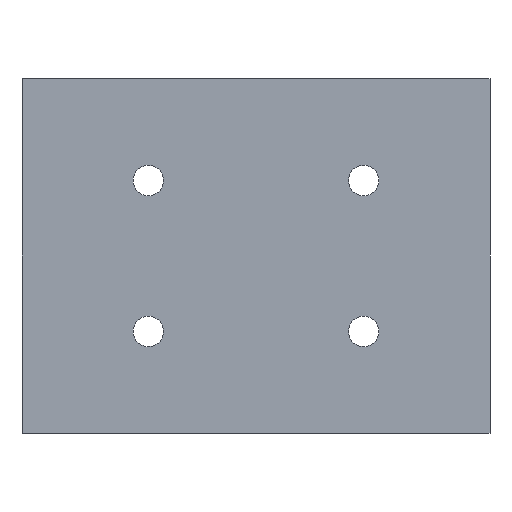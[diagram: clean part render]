
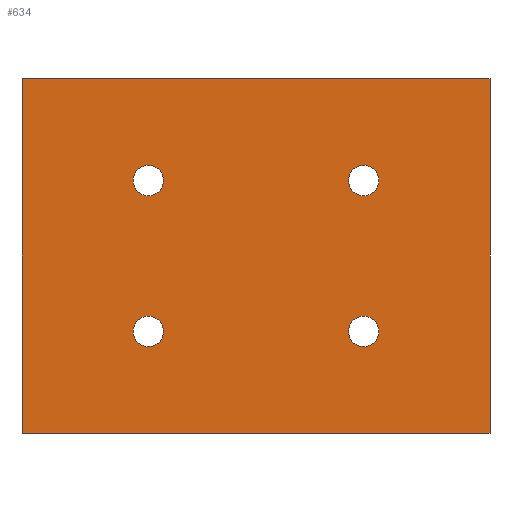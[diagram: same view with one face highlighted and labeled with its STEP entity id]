
A CAD part, front view. The second image highlights one B-rep face of the part: STEP entity #634.
In plain terms, the highlighted planar face has unit normal (0, -1, 0).
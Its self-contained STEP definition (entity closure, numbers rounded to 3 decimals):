
#23=FACE_BOUND('',#127,.T.);
#24=FACE_BOUND('',#128,.T.);
#25=FACE_BOUND('',#129,.T.);
#26=FACE_BOUND('',#130,.T.);
#39=CIRCLE('',#684,3.25);
#40=CIRCLE('',#686,3.25);
#41=CIRCLE('',#688,3.25);
#42=CIRCLE('',#690,3.25);
#84=FACE_OUTER_BOUND('',#126,.T.);
#126=EDGE_LOOP('',(#567,#568,#569,#570));
#127=EDGE_LOOP('',(#571));
#128=EDGE_LOOP('',(#572));
#129=EDGE_LOOP('',(#573));
#130=EDGE_LOOP('',(#574));
#192=LINE('',#1030,#260);
#194=LINE('',#1034,#262);
#196=LINE('',#1038,#264);
#198=LINE('',#1041,#266);
#260=VECTOR('',#852,10.);
#262=VECTOR('',#856,10.);
#264=VECTOR('',#860,10.);
#266=VECTOR('',#864,10.);
#315=VERTEX_POINT('',#1007);
#316=VERTEX_POINT('',#1011);
#317=VERTEX_POINT('',#1015);
#318=VERTEX_POINT('',#1019);
#319=VERTEX_POINT('',#1027);
#320=VERTEX_POINT('',#1029);
#321=VERTEX_POINT('',#1033);
#322=VERTEX_POINT('',#1037);
#390=EDGE_CURVE('',#315,#315,#39,.T.);
#392=EDGE_CURVE('',#316,#316,#40,.T.);
#394=EDGE_CURVE('',#317,#317,#41,.T.);
#396=EDGE_CURVE('',#318,#318,#42,.T.);
#400=EDGE_CURVE('',#320,#319,#192,.T.);
#402=EDGE_CURVE('',#321,#320,#194,.T.);
#404=EDGE_CURVE('',#322,#321,#196,.T.);
#406=EDGE_CURVE('',#319,#322,#198,.T.);
#567=ORIENTED_EDGE('',*,*,#406,.T.);
#568=ORIENTED_EDGE('',*,*,#404,.T.);
#569=ORIENTED_EDGE('',*,*,#402,.T.);
#570=ORIENTED_EDGE('',*,*,#400,.T.);
#571=ORIENTED_EDGE('',*,*,#390,.T.);
#572=ORIENTED_EDGE('',*,*,#392,.T.);
#573=ORIENTED_EDGE('',*,*,#394,.T.);
#574=ORIENTED_EDGE('',*,*,#396,.T.);
#600=PLANE('',#698);
#634=ADVANCED_FACE('',(#84,#23,#24,#25,#26),#600,.T.);
#684=AXIS2_PLACEMENT_3D('',#1009,#826,#827);
#686=AXIS2_PLACEMENT_3D('',#1013,#831,#832);
#688=AXIS2_PLACEMENT_3D('',#1017,#836,#837);
#690=AXIS2_PLACEMENT_3D('',#1021,#841,#842);
#698=AXIS2_PLACEMENT_3D('',#1043,#867,#868);
#826=DIRECTION('center_axis',(0.,1.,0.));
#827=DIRECTION('ref_axis',(1.,0.,0.));
#831=DIRECTION('center_axis',(0.,1.,0.));
#832=DIRECTION('ref_axis',(1.,0.,0.));
#836=DIRECTION('center_axis',(0.,1.,0.));
#837=DIRECTION('ref_axis',(1.,0.,0.));
#841=DIRECTION('center_axis',(0.,1.,0.));
#842=DIRECTION('ref_axis',(1.,0.,0.));
#852=DIRECTION('',(-1.,0.,0.));
#856=DIRECTION('',(0.,0.,1.));
#860=DIRECTION('',(1.,0.,0.));
#864=DIRECTION('',(0.,0.,-1.));
#867=DIRECTION('center_axis',(0.,-1.,0.));
#868=DIRECTION('ref_axis',(0.,0.,-1.));
#1007=CARTESIAN_POINT('',(19.75,-10.,-17.75));
#1009=CARTESIAN_POINT('Origin',(23.,-10.,-17.75));
#1011=CARTESIAN_POINT('',(65.75,-10.,-17.75));
#1013=CARTESIAN_POINT('Origin',(69.,-10.,-17.75));
#1015=CARTESIAN_POINT('',(19.75,-10.,-50.));
#1017=CARTESIAN_POINT('Origin',(23.,-10.,-50.));
#1019=CARTESIAN_POINT('',(65.75,-10.,-50.));
#1021=CARTESIAN_POINT('Origin',(69.,-10.,-50.));
#1027=CARTESIAN_POINT('',(-4.,-10.,4.));
#1029=CARTESIAN_POINT('',(96.,-10.,4.));
#1030=CARTESIAN_POINT('',(-4.,-10.,4.));
#1033=CARTESIAN_POINT('',(96.,-10.,-71.75));
#1034=CARTESIAN_POINT('',(96.,-10.,4.));
#1037=CARTESIAN_POINT('',(-4.,-10.,-71.75));
#1038=CARTESIAN_POINT('',(96.,-10.,-71.75));
#1041=CARTESIAN_POINT('',(-4.,-10.,-71.75));
#1043=CARTESIAN_POINT('Origin',(46.,-10.,-33.875));
